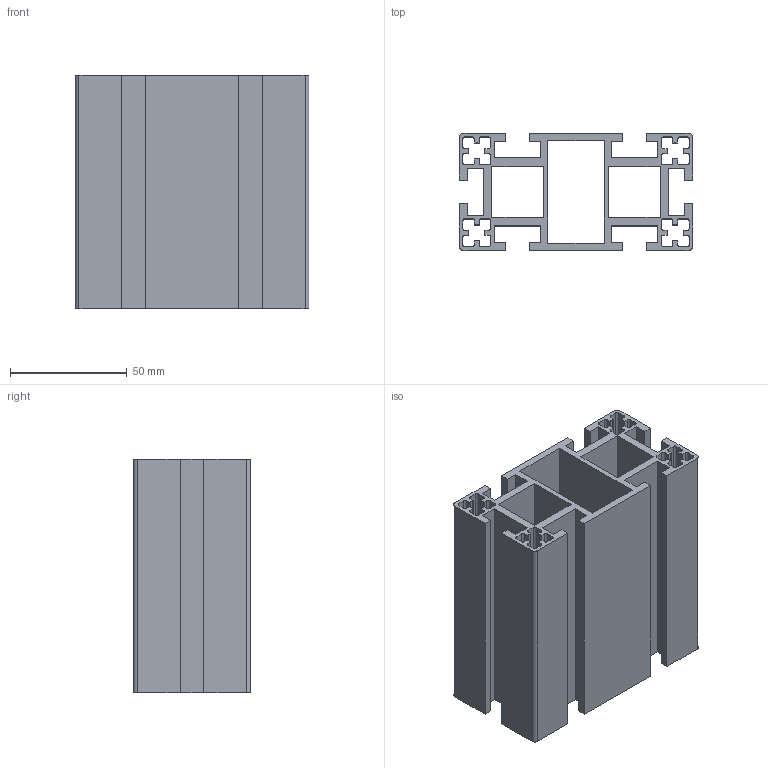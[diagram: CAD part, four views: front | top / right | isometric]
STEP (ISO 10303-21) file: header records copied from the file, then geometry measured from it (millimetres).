
FILE_DESCRIPTION(('Creo Elements/Direct Modeling STEP Export'),'2;1');
FILE_NAME('55.0030.2_Rechteckprofil-MMS-55_50x100mm-leicht.stp','2022-03-21T 8:05:57',(''),(''),'PTC Creo Elements/Direct Modeling STEP processor for AP214 (Solid Model)','PTC Creo Elements/Direct Modeling 19.0C 15-Aug-2015 (C) Parametric Technology GmbH','');
FILE_SCHEMA(('AUTOMOTIVE_DESIGN { 1 0 10303 214 1 1 1 1 }'));
Length unit declared in the file: millimetre
Products named in the file (1): Rechteckprofil-MMS-55_50x100mm-leicht_55.0030.2_PX175915
Bounding box: 100 x 50 x 100 mm (x, y, z)
Volume: 144228.3 mm3; surface area: 114038.9 mm2
Topology: 1 solids, 1 shells, 230 faces, 684 edges, 456 vertices
Faces by surface type: plane 162, cylinder 68
Entity records: 7594 total; most frequent: ORIENTED_EDGE 1368, CARTESIAN_POINT 1343, DIRECTION 1226, EDGE_CURVE 684, VECTOR 548, LINE 548, VERTEX_POINT 456, AXIS2_PLACEMENT_3D 339
